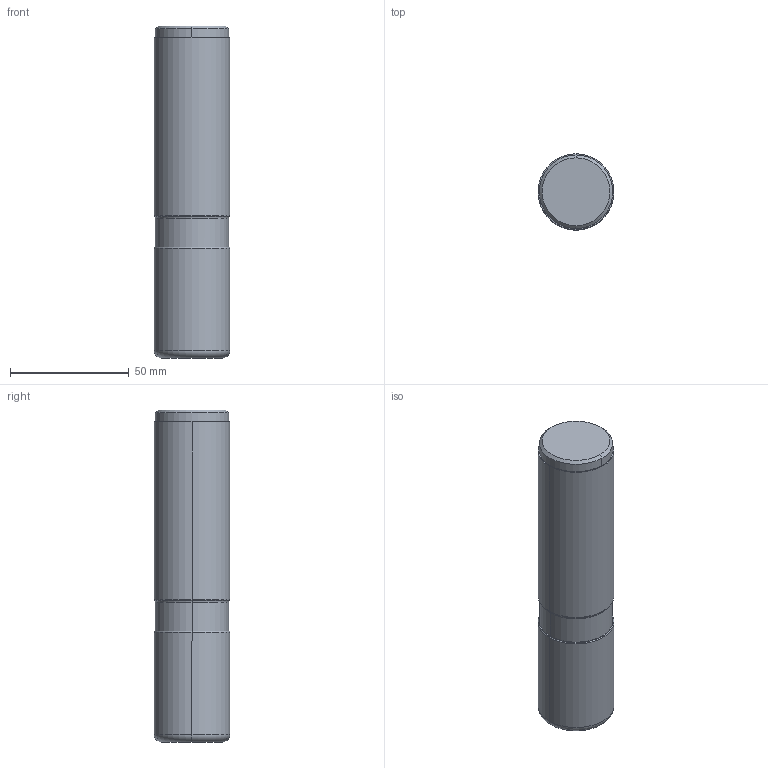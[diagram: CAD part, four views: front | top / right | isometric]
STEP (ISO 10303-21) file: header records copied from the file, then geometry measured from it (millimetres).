
FILE_DESCRIPTION(/* description */ (''),/* implementation_level */ '2;1');
FILE_NAME(/* name */ 'APX3KR3215SA32M046A_MR3_2.stp',/* time_stamp */ '2021-09-08T11:45:01+09:00',/* author */ (''),/* organization */ (''),/* preprocessor_version */ 'ST-DEVELOPER v16',/* originating_system */ 'SIEMENS PLM Software NX 10.0',/* authorisation */ '');
FILE_SCHEMA (('AUTOMOTIVE_DESIGN { 1 0 10303 214 3 1 1 1 }'));
Length unit declared in the file: millimetre
Products named in the file (1): APX3KR3215SA32M046A_MR3_2_ASM
Bounding box: 32 x 32 x 140 mm (x, y, z)
Volume: 131538.8 mm3; surface area: 23569.1 mm2
Topology: 2 solids, 2 shells, 115 faces, 294 edges, 215 vertices
Faces by surface type: torus 48, cone 32, cylinder 18, revolution 10, plane 7
Entity records: 3968 total; most frequent: CARTESIAN_POINT 858, DIRECTION 743, ORIENTED_EDGE 536, AXIS2_PLACEMENT_3D 338, EDGE_CURVE 268, CIRCLE 222, VERTEX_POINT 160, EDGE_LOOP 120
